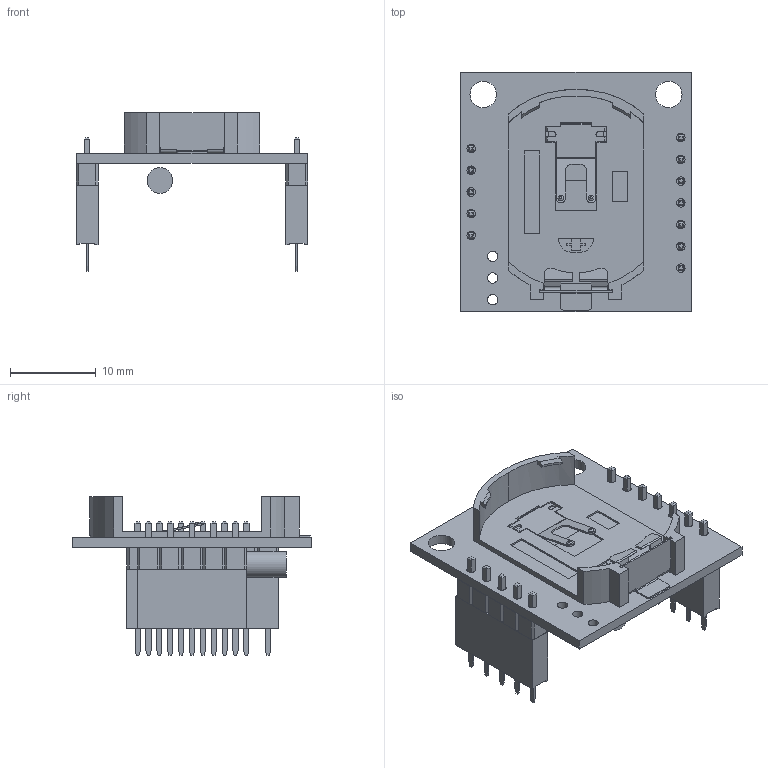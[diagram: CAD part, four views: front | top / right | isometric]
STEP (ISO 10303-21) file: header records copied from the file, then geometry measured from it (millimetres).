
FILE_DESCRIPTION(/* description */ (''),/* implementation_level */ '2;1');
FILE_NAME(/* name */ 'RTC_DS1307_Breakout_2.step',/* time_stamp */ '2020-08-10T18:32:42-06:00',/* author */ (''),/* organization */ (''),/* preprocessor_version */ 'ST-DEVELOPER v18.1',/* originating_system */ 'Autodesk Translation Framework v9.3.0.1241',/* authorisation */ '');
FILE_SCHEMA (('AUTOMOTIVE_DESIGN { 1 0 10303 214 3 1 1 }'));
Length unit declared in the file: millimetre
Products named in the file (8): RTC_DS1307_Breakout_2; Board; 2032 Battery Holder v5; Pin Header 01x05 v1; XTAL; Pin Header 01x07 v2; Pin Socket - 01x05 v2; Pin Socket - 01x07 v2
Assembly tree (7 placements, depth 2):
  RTC_DS1307_Breakout_2
    Board
    2032 Battery Holder v5
    Pin Header 01x05 v1
    XTAL
    Pin Header 01x07 v2
    Pin Socket - 01x05 v2
    Pin Socket - 01x07 v2
Bounding box: 27.04 x 28 x 18.59 mm (x, y, z)
Volume: 1987.2 mm3; surface area: 4523.6 mm2
Topology: 9 solids, 9 shells, 932 faces, 2390 edges, 1540 vertices
Faces by surface type: plane 845, cylinder 83, bspline 2, cone 2
Full cylindrical faces by diameter (mm): 0.635 x2, 1 x12, 1.2 x3, 3 x1, 3.1 x2
Entity records: 28709 total; most frequent: CARTESIAN_POINT 4935, ORIENTED_EDGE 4780, DIRECTION 4464, EDGE_CURVE 2390, LINE 2202, VECTOR 2202, VERTEX_POINT 1540, AXIS2_PLACEMENT_3D 1131
